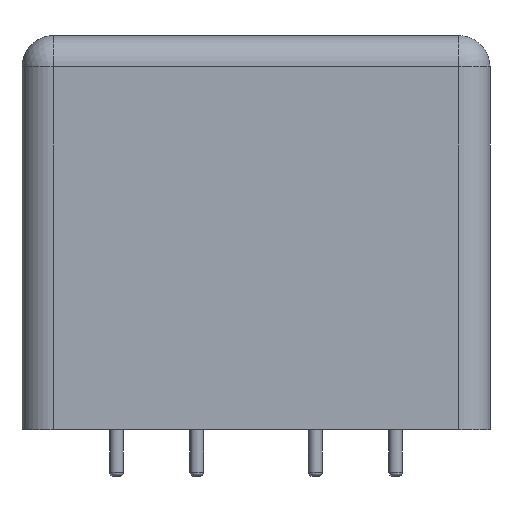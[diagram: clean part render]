
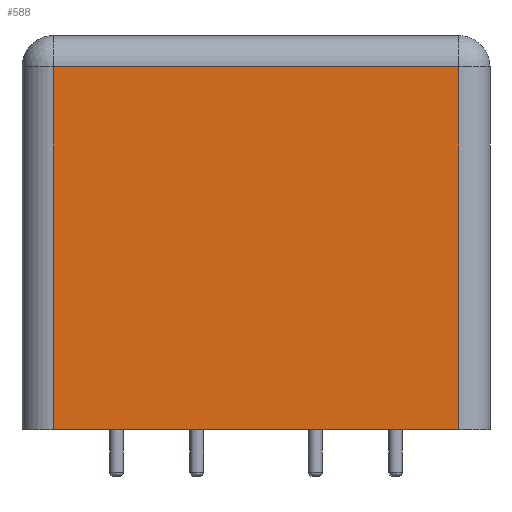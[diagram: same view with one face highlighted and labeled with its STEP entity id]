
A CAD part, front view. The second image highlights one B-rep face of the part: STEP entity #588.
In plain terms, the highlighted planar face has unit normal (0, -1, 0).
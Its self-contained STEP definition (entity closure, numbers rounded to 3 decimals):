
#34=PLANE('',#660);
#45=LINE('',#941,#73);
#52=LINE('',#971,#80);
#60=LINE('',#993,#88);
#63=LINE('',#1000,#91);
#73=VECTOR('',#733,10.);
#80=VECTOR('',#766,10.);
#88=VECTOR('',#792,10.);
#91=VECTOR('',#803,10.);
#132=FACE_OUTER_BOUND('',#174,.T.);
#174=EDGE_LOOP('',(#457,#458,#459,#460));
#267=VERTEX_POINT('',#934);
#269=VERTEX_POINT('',#939);
#275=VERTEX_POINT('',#960);
#278=VERTEX_POINT('',#967);
#321=EDGE_CURVE('',#269,#267,#45,.T.);
#336=EDGE_CURVE('',#275,#278,#52,.T.);
#348=EDGE_CURVE('',#267,#275,#60,.T.);
#351=EDGE_CURVE('',#269,#278,#63,.T.);
#457=ORIENTED_EDGE('',*,*,#321,.F.);
#458=ORIENTED_EDGE('',*,*,#351,.T.);
#459=ORIENTED_EDGE('',*,*,#336,.F.);
#460=ORIENTED_EDGE('',*,*,#348,.F.);
#588=ADVANCED_FACE('',(#132),#34,.T.);
#660=AXIS2_PLACEMENT_3D('',#999,#801,#802);
#733=DIRECTION('',(0.,0.,1.));
#766=DIRECTION('',(0.,0.,-1.));
#792=DIRECTION('',(1.,0.,0.));
#801=DIRECTION('center_axis',(0.,-1.,0.));
#802=DIRECTION('ref_axis',(1.,0.,0.));
#803=DIRECTION('',(1.,0.,0.));
#934=CARTESIAN_POINT('',(-1.25,-6.775,30.05));
#939=CARTESIAN_POINT('',(-1.25,-6.775,6.8));
#941=CARTESIAN_POINT('',(-1.25,-6.775,6.8));
#960=CARTESIAN_POINT('',(24.75,-6.775,30.05));
#967=CARTESIAN_POINT('',(24.75,-6.775,6.8));
#971=CARTESIAN_POINT('',(24.75,-6.775,6.8));
#993=CARTESIAN_POINT('',(4.25,-6.775,30.05));
#999=CARTESIAN_POINT('Origin',(-3.25,-6.775,6.8));
#1000=CARTESIAN_POINT('',(-3.25,-6.775,6.8));
